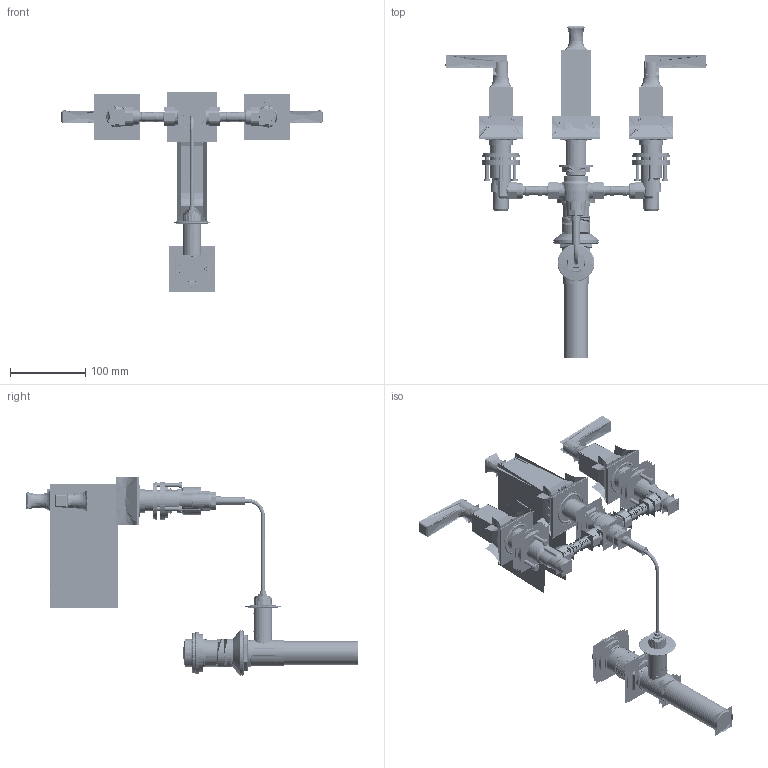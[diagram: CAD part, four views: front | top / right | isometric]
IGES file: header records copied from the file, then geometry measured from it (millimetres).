
Start section:  PTC IGES file: FFAS1303.igs
Global section: file name: FFAS1303.igs; native system: Creo Parametric by PTC Inc.; preprocessor: 2014440; author: 10114256; organization: Unknown; date: 20180126.085234; units: millimetre
Bounding box: 347.55 x 441.43 x 267.4 mm (x, y, z)
Volume: 2842864.8 mm3; surface area: 11011322.4 mm2
Topology: 86 solids, 89 shells, 9601 faces, 62936 edges, 90500 vertices
Faces by surface type: revolution 5816, bspline 3631, extrusion 154
